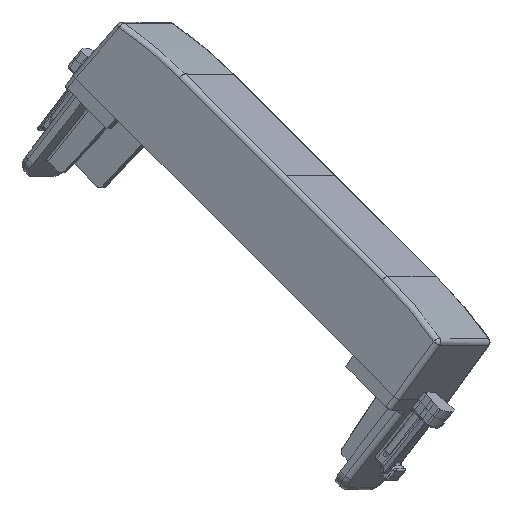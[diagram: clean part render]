
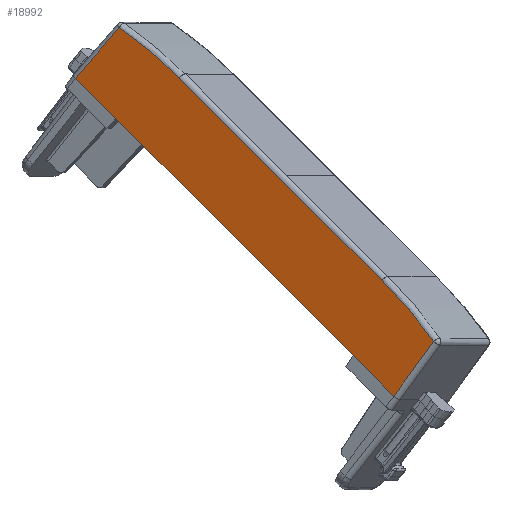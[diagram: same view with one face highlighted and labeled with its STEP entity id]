
A CAD part, isometric view. The second image highlights one B-rep face of the part: STEP entity #18992.
In plain terms, the highlighted face is planar.
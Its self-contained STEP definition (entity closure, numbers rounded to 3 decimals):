
#16463=CARTESIAN_POINT('Vertex',(-21.95,-5.4,1.275)) ;
#16488=CARTESIAN_POINT('Vertex',(16.35,-5.4,1.275)) ;
#16494=CARTESIAN_POINT('Vertex',(21.95,-5.4,1.275)) ;
#16497=CARTESIAN_POINT('Line Origine',(0.,-5.4,1.275)) ;
#16512=CARTESIAN_POINT('Vertex',(-16.35,-5.4,1.275)) ;
#16515=CARTESIAN_POINT('Line Origine',(0.,-5.4,1.275)) ;
#18926=CARTESIAN_POINT('Line Origine',(-21.78,-5.366,5.16)) ;
#18930=CARTESIAN_POINT('Vertex',(-21.669,-5.344,7.708)) ;
#18945=CARTESIAN_POINT('Axis2P3D Location',(0.,-5.4,1.275)) ;
#18950=CARTESIAN_POINT('Line Origine',(0.,-5.4,1.275)) ;
#18956=CARTESIAN_POINT('Control Point',(21.669,-5.344,7.708)) ;
#18957=CARTESIAN_POINT('Control Point',(21.95,-5.4,1.275)) ;
#18958=CARTESIAN_POINT('Vertex',(21.669,-5.344,7.708)) ;
#18962=CARTESIAN_POINT('Control Point',(21.669,-5.344,7.708)) ;
#18963=CARTESIAN_POINT('Control Point',(19.128,-5.34,8.155)) ;
#18964=CARTESIAN_POINT('Control Point',(16.549,-5.338,8.379)) ;
#18965=CARTESIAN_POINT('Control Point',(13.969,-5.338,8.379)) ;
#18966=CARTESIAN_POINT('Vertex',(13.969,-5.338,8.379)) ;
#18969=CARTESIAN_POINT('Line Origine',(0.,-5.338,8.379)) ;
#18973=CARTESIAN_POINT('Vertex',(-13.969,-5.338,8.379)) ;
#18977=CARTESIAN_POINT('Control Point',(-13.969,-5.338,8.379)) ;
#18978=CARTESIAN_POINT('Control Point',(-16.549,-5.338,8.379)) ;
#18979=CARTESIAN_POINT('Control Point',(-19.128,-5.34,8.155)) ;
#18980=CARTESIAN_POINT('Control Point',(-21.669,-5.344,7.708)) ;
#16498=DIRECTION('Vector Direction',(-1.,0.,0.)) ;
#16516=DIRECTION('Vector Direction',(-1.,0.,0.)) ;
#18927=DIRECTION('Vector Direction',(0.044,0.009,0.999)) ;
#18946=DIRECTION('Axis2P3D Direction',(0.,-1.,0.009)) ;
#18947=DIRECTION('Axis2P3D XDirection',(-1.,0.,0.)) ;
#18951=DIRECTION('Vector Direction',(-1.,0.,0.)) ;
#18970=DIRECTION('Vector Direction',(-1.,0.,0.)) ;
#18948=AXIS2_PLACEMENT_3D('Plane Axis2P3D',#18945,#18946,#18947) ;
#18983=ORIENTED_EDGE('',*,*,#16519,.F.) ;
#18984=ORIENTED_EDGE('',*,*,#18954,.F.) ;
#18985=ORIENTED_EDGE('',*,*,#16501,.F.) ;
#18986=ORIENTED_EDGE('',*,*,#18960,.F.) ;
#18987=ORIENTED_EDGE('',*,*,#18968,.F.) ;
#18988=ORIENTED_EDGE('',*,*,#18975,.F.) ;
#18989=ORIENTED_EDGE('',*,*,#18981,.F.) ;
#18990=ORIENTED_EDGE('',*,*,#18932,.F.) ;
#16499=VECTOR('Line Direction',#16498,1.) ;
#16517=VECTOR('Line Direction',#16516,1.) ;
#18928=VECTOR('Line Direction',#18927,1.) ;
#18952=VECTOR('Line Direction',#18951,1.) ;
#18971=VECTOR('Line Direction',#18970,1.) ;
#18992=ADVANCED_FACE('PartBody',(#18991),#18949,.T.) ;
#18955=B_SPLINE_CURVE_WITH_KNOTS('',1,(#18956,#18957),.UNSPECIFIED.,.F.,.U.,(2,2),(-2.551,3.889),.UNSPECIFIED.) ;
#18961=B_SPLINE_CURVE_WITH_KNOTS('',3,(#18962,#18963,#18964,#18965),.UNSPECIFIED.,.F.,.U.,(4,4),(14.513,25.519),.UNSPECIFIED.) ;
#18976=B_SPLINE_CURVE_WITH_KNOTS('',3,(#18977,#18978,#18979,#18980),.UNSPECIFIED.,.F.,.U.,(4,4),(40.149,51.155),.UNSPECIFIED.) ;
#16501=EDGE_CURVE('',#16495,#16489,#16500,.T.) ;
#16519=EDGE_CURVE('',#16513,#16464,#16518,.T.) ;
#18932=EDGE_CURVE('',#16464,#18931,#18929,.T.) ;
#18954=EDGE_CURVE('',#16489,#16513,#18953,.T.) ;
#18960=EDGE_CURVE('',#18959,#16495,#18955,.T.) ;
#18968=EDGE_CURVE('',#18967,#18959,#18961,.F.) ;
#18975=EDGE_CURVE('',#18974,#18967,#18972,.F.) ;
#18981=EDGE_CURVE('',#18931,#18974,#18976,.F.) ;
#18982=EDGE_LOOP('',(#18983,#18984,#18985,#18986,#18987,#18988,#18989,#18990)) ;
#18991=FACE_OUTER_BOUND('',#18982,.T.) ;
#16500=LINE('Line',#16497,#16499) ;
#16518=LINE('Line',#16515,#16517) ;
#18929=LINE('Line',#18926,#18928) ;
#18953=LINE('Line',#18950,#18952) ;
#18972=LINE('Line',#18969,#18971) ;
#18949=PLANE('',#18948) ;
#16464=VERTEX_POINT('',#16463) ;
#16489=VERTEX_POINT('',#16488) ;
#16495=VERTEX_POINT('',#16494) ;
#16513=VERTEX_POINT('',#16512) ;
#18931=VERTEX_POINT('',#18930) ;
#18959=VERTEX_POINT('',#18958) ;
#18967=VERTEX_POINT('',#18966) ;
#18974=VERTEX_POINT('',#18973) ;
